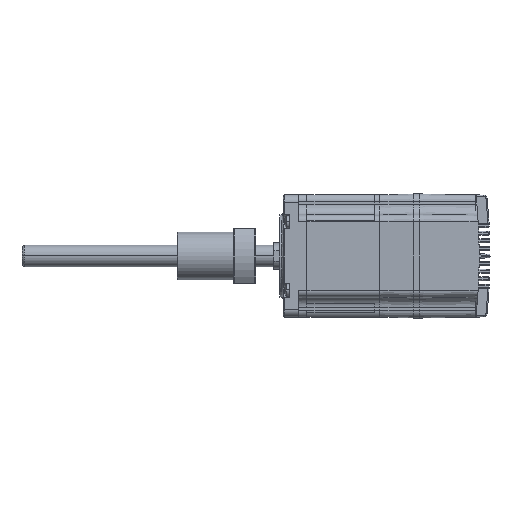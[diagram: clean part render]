
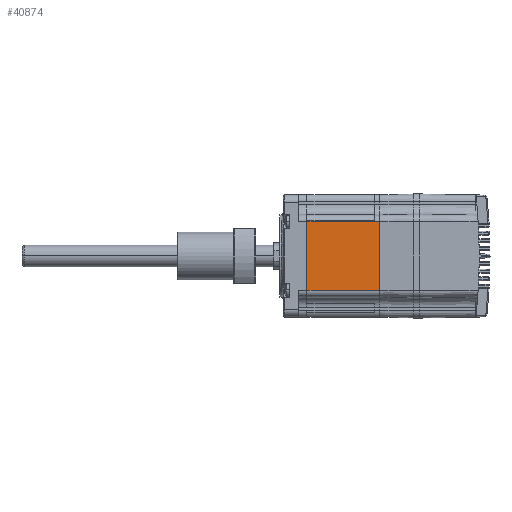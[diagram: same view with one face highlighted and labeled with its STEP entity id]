
A CAD part, left-side view. The second image highlights one B-rep face of the part: STEP entity #40874.
In plain terms, the highlighted planar face has unit normal (-1, 0, 0).
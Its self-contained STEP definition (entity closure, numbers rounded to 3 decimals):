
#592 = VECTOR ( 'NONE', #28926, 1000. ) ;
#1695 = DIRECTION ( 'NONE',  ( 1., 0., 0. ) ) ;
#2539 = CARTESIAN_POINT ( 'NONE',  ( -17.293, -62.501, 77.325 ) ) ;
#3349 = CARTESIAN_POINT ( 'NONE',  ( -17.293, -62.501, 36.35 ) ) ;
#4168 = EDGE_LOOP ( 'NONE', ( #41805, #26740, #32656, #13623 ) ) ;
#4364 = CARTESIAN_POINT ( 'NONE',  ( -17.293, -29.001, 77.325 ) ) ;
#6193 = VERTEX_POINT ( 'NONE', #27954 ) ;
#7357 = DIRECTION ( 'NONE',  ( 0., 0., -1. ) ) ;
#9570 = VECTOR ( 'NONE', #41046, 1000. ) ;
#9784 = EDGE_CURVE ( 'NONE', #24903, #6193, #25737, .T. ) ;
#12724 = VERTEX_POINT ( 'NONE', #38683 ) ;
#12761 = EDGE_CURVE ( 'NONE', #12724, #29401, #40642, .T. ) ;
#12936 = FACE_OUTER_BOUND ( 'NONE', #4168, .T. ) ;
#13398 = EDGE_CURVE ( 'NONE', #29401, #24903, #37078, .T. ) ;
#13623 = ORIENTED_EDGE ( 'NONE', *, *, #32682, .T. ) ;
#14888 = CARTESIAN_POINT ( 'NONE',  ( -17.293, -62.501, 45.725 ) ) ;
#16591 = CARTESIAN_POINT ( 'NONE',  ( -17.293, -62.501, 45.725 ) ) ;
#18247 = LINE ( 'NONE', #4364, #9570 ) ;
#20710 = AXIS2_PLACEMENT_3D ( 'NONE', #40110, #1695, #30638 ) ;
#24903 = VERTEX_POINT ( 'NONE', #14888 ) ;
#25737 = LINE ( 'NONE', #16591, #37903 ) ;
#26740 = ORIENTED_EDGE ( 'NONE', *, *, #13398, .F. ) ;
#27954 = CARTESIAN_POINT ( 'NONE',  ( -17.293, -29.001, 45.725 ) ) ;
#28926 = DIRECTION ( 'NONE',  ( 0., -1., 0. ) ) ;
#29172 = DIRECTION ( 'NONE',  ( 0., 1., 0. ) ) ;
#29401 = VERTEX_POINT ( 'NONE', #31437 ) ;
#30638 = DIRECTION ( 'NONE',  ( 0., -1., 0. ) ) ;
#30907 = PLANE ( 'NONE',  #20710 ) ;
#31437 = CARTESIAN_POINT ( 'NONE',  ( -17.293, -62.501, 77.325 ) ) ;
#31508 = VECTOR ( 'NONE', #7357, 1000. ) ;
#32656 = ORIENTED_EDGE ( 'NONE', *, *, #12761, .F. ) ;
#32682 = EDGE_CURVE ( 'NONE', #12724, #6193, #18247, .T. ) ;
#37078 = LINE ( 'NONE', #3349, #31508 ) ;
#37903 = VECTOR ( 'NONE', #29172, 1000. ) ;
#38683 = CARTESIAN_POINT ( 'NONE',  ( -17.293, -29.001, 77.325 ) ) ;
#40110 = CARTESIAN_POINT ( 'NONE',  ( -17.293, -62.501, 77.325 ) ) ;
#40642 = LINE ( 'NONE', #2539, #592 ) ;
#40874 = ADVANCED_FACE ( 'NONE', ( #12936 ), #30907, .F. ) ;
#41046 = DIRECTION ( 'NONE',  ( 0., 0., -1. ) ) ;
#41805 = ORIENTED_EDGE ( 'NONE', *, *, #9784, .F. ) ;
